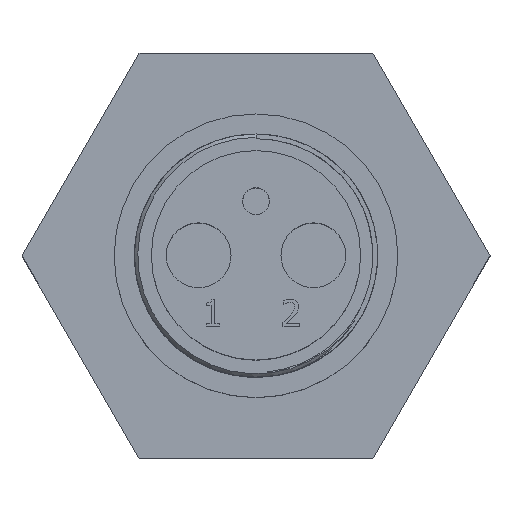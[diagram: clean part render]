
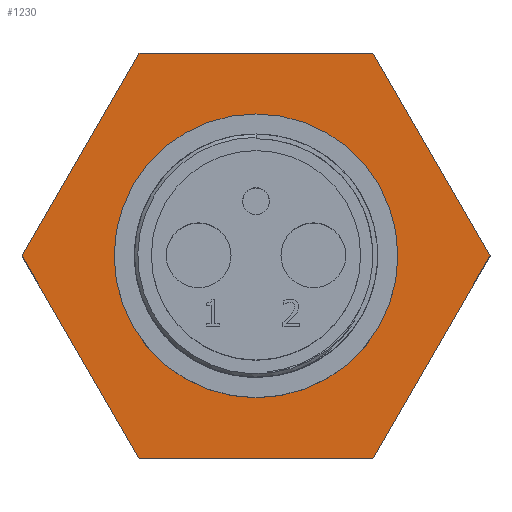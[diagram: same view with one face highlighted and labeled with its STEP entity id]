
A CAD part, top view. The second image highlights one B-rep face of the part: STEP entity #1230.
In plain terms, the highlighted planar face has unit normal (0, 0, 1).
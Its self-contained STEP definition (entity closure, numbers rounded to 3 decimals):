
#59=FACE_BOUND($,#309,.T.);
#86=CIRCLE($,#1313,10.5);
#139=PLANE($,#1316);
#209=FACE_OUTER_BOUND($,#308,.T.);
#308=EDGE_LOOP($,(#1130,#1131,#1132,#1133,#1134,#1135));
#309=EDGE_LOOP($,(#1136));
#386=LINE($,#4158,#478);
#389=LINE($,#4164,#481);
#392=LINE($,#4170,#484);
#395=LINE($,#4176,#487);
#399=LINE($,#4183,#491);
#401=LINE($,#4186,#493);
#478=VECTOR($,#1471,17.321);
#481=VECTOR($,#1476,17.321);
#484=VECTOR($,#1481,17.321);
#487=VECTOR($,#1486,17.321);
#491=VECTOR($,#1492,17.321);
#493=VECTOR($,#1496,17.321);
#623=VERTEX_POINT($,#4155);
#624=VERTEX_POINT($,#4157);
#626=VERTEX_POINT($,#4163);
#628=VERTEX_POINT($,#4169);
#630=VERTEX_POINT($,#4175);
#632=VERTEX_POINT($,#4181);
#650=VERTEX_POINT($,#4240);
#779=EDGE_CURVE($,#624,#623,#386,.T.);
#782=EDGE_CURVE($,#626,#624,#389,.T.);
#785=EDGE_CURVE($,#628,#626,#392,.T.);
#788=EDGE_CURVE($,#630,#628,#395,.T.);
#792=EDGE_CURVE($,#623,#632,#399,.T.);
#794=EDGE_CURVE($,#632,#630,#401,.T.);
#812=EDGE_CURVE($,#650,#650,#86,.T.);
#1130=ORIENTED_EDGE($,*,*,#788,.T.);
#1131=ORIENTED_EDGE($,*,*,#785,.T.);
#1132=ORIENTED_EDGE($,*,*,#782,.T.);
#1133=ORIENTED_EDGE($,*,*,#779,.T.);
#1134=ORIENTED_EDGE($,*,*,#792,.T.);
#1135=ORIENTED_EDGE($,*,*,#794,.T.);
#1136=ORIENTED_EDGE($,*,*,#812,.T.);
#1230=ADVANCED_FACE($,(#209,#59),#139,.T.);
#1313=AXIS2_PLACEMENT_3D($,#4241,#1569,#1570);
#1316=AXIS2_PLACEMENT_3D($,#4244,#1575,#1576);
#1471=DIRECTION($,(0.5,-0.866,0.));
#1476=DIRECTION($,(-0.5,-0.866,0.));
#1481=DIRECTION($,(-1.,0.,0.));
#1486=DIRECTION($,(-0.5,0.866,0.));
#1492=DIRECTION($,(1.,0.,0.));
#1496=DIRECTION($,(0.5,0.866,0.));
#1569=DIRECTION('center_axis',(0.,0.,-1.));
#1570=DIRECTION('ref_axis',(-1.,0.,0.));
#1575=DIRECTION('center_axis',(0.,0.,1.));
#1576=DIRECTION('ref_axis',(1.,0.,0.));
#4155=CARTESIAN_POINT('',(-8.66,-15.,3.95));
#4157=CARTESIAN_POINT('',(-17.321,0.,3.95));
#4158=CARTESIAN_POINT($,(-15.155,-3.75,3.95));
#4163=CARTESIAN_POINT('',(-8.66,15.,3.95));
#4164=CARTESIAN_POINT($,(-10.825,11.25,3.95));
#4169=CARTESIAN_POINT('',(8.66,15.,3.95));
#4170=CARTESIAN_POINT($,(4.33,15.,3.95));
#4175=CARTESIAN_POINT('',(17.321,0.,3.95));
#4176=CARTESIAN_POINT($,(15.155,3.75,3.95));
#4181=CARTESIAN_POINT('',(8.66,-15.,3.95));
#4183=CARTESIAN_POINT($,(-4.33,-15.,3.95));
#4186=CARTESIAN_POINT($,(10.825,-11.25,3.95));
#4240=CARTESIAN_POINT('',(10.5,0.,3.95));
#4241=CARTESIAN_POINT('Origin',(0.,0.,3.95));
#4244=CARTESIAN_POINT('Origin',(0.,0.,
3.95));
